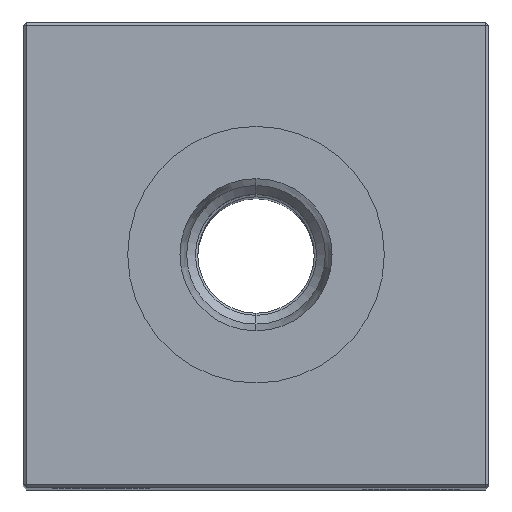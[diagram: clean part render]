
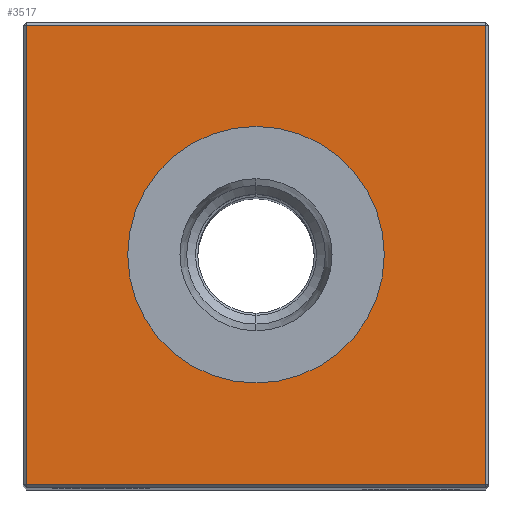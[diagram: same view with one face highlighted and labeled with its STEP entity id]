
A CAD part, top view. The second image highlights one B-rep face of the part: STEP entity #3517.
In plain terms, the highlighted planar face has unit normal (0, 0, 1).
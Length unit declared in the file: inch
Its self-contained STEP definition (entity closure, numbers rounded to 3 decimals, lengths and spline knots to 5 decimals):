
#240 = CARTESIAN_POINT ( 'NONE',  ( -0.74, 0.74, 4.75 ) ) ;
#389 = LINE ( 'NONE', #15413, #19470 ) ;
#543 = DIRECTION ( 'NONE',  ( 0., 1., 0. ) ) ;
#1147 = DIRECTION ( 'NONE',  ( -1., 0., 0. ) ) ;
#1305 = VERTEX_POINT ( 'NONE', #17514 ) ;
#1396 = EDGE_CURVE ( 'NONE', #5166, #12032, #389, .T. ) ;
#1978 = EDGE_CURVE ( 'NONE', #6826, #5166, #8558, .T. ) ;
#2831 = VERTEX_POINT ( 'NONE', #11229 ) ;
#2913 = FACE_BOUND ( 'NONE', #3144, .T. ) ;
#3144 = EDGE_LOOP ( 'NONE', ( #22460, #12757 ) ) ;
#3416 = CARTESIAN_POINT ( 'NONE',  ( 0., 0., 4.75 ) ) ;
#3517 = ADVANCED_FACE ( 'NONE', ( #5031, #2913 ), #5287, .F. ) ;
#3579 = ORIENTED_EDGE ( 'NONE', *, *, #1978, .T. ) ;
#3768 = EDGE_CURVE ( 'NONE', #2831, #6826, #4385, .T. ) ;
#3881 = CARTESIAN_POINT ( 'NONE',  ( 0., -0.41339, 4.75 ) ) ;
#4385 = LINE ( 'NONE', #15797, #16400 ) ;
#4956 = DIRECTION ( 'NONE',  ( -1., 0., 0. ) ) ;
#5031 = FACE_OUTER_BOUND ( 'NONE', #16271, .T. ) ;
#5166 = VERTEX_POINT ( 'NONE', #240 ) ;
#5287 = PLANE ( 'NONE',  #6079 ) ;
#6064 = ORIENTED_EDGE ( 'NONE', *, *, #8339, .T. ) ;
#6079 = AXIS2_PLACEMENT_3D ( 'NONE', #3416, #10615, #10736 ) ;
#6826 = VERTEX_POINT ( 'NONE', #17186 ) ;
#7093 = VERTEX_POINT ( 'NONE', #3881 ) ;
#7299 = VECTOR ( 'NONE', #10664, 39.37008 ) ;
#8339 = EDGE_CURVE ( 'NONE', #12032, #2831, #16004, .T. ) ;
#8558 = LINE ( 'NONE', #8937, #24268 ) ;
#8661 = AXIS2_PLACEMENT_3D ( 'NONE', #16653, #12940, #1147 ) ;
#8937 = CARTESIAN_POINT ( 'NONE',  ( 0., 0.74, 4.75 ) ) ;
#10615 = DIRECTION ( 'NONE',  ( 0., 0., -1. ) ) ;
#10664 = DIRECTION ( 'NONE',  ( 1., 0., 0. ) ) ;
#10736 = DIRECTION ( 'NONE',  ( -1., 0., 0. ) ) ;
#11229 = CARTESIAN_POINT ( 'NONE',  ( 0.74, -0.74, 4.75 ) ) ;
#11445 = AXIS2_PLACEMENT_3D ( 'NONE', #15258, #15374, #11893 ) ;
#11893 = DIRECTION ( 'NONE',  ( -1., 0., 0. ) ) ;
#12032 = VERTEX_POINT ( 'NONE', #18455 ) ;
#12757 = ORIENTED_EDGE ( 'NONE', *, *, #18406, .T. ) ;
#12940 = DIRECTION ( 'NONE',  ( 0., 0., -1. ) ) ;
#13422 = DIRECTION ( 'NONE',  ( 0., -1., 0. ) ) ;
#15258 = CARTESIAN_POINT ( 'NONE',  ( 0., 0., 4.75 ) ) ;
#15374 = DIRECTION ( 'NONE',  ( 0., 0., -1. ) ) ;
#15413 = CARTESIAN_POINT ( 'NONE',  ( -0.74, 0., 4.75 ) ) ;
#15797 = CARTESIAN_POINT ( 'NONE',  ( 0.74, 0., 4.75 ) ) ;
#16004 = LINE ( 'NONE', #23588, #7299 ) ;
#16185 = CIRCLE ( 'NONE', #8661, 0.41339 ) ;
#16271 = EDGE_LOOP ( 'NONE', ( #20116, #6064, #19568, #3579 ) ) ;
#16400 = VECTOR ( 'NONE', #543, 39.37008 ) ;
#16653 = CARTESIAN_POINT ( 'NONE',  ( 0., 0., 4.75 ) ) ;
#17186 = CARTESIAN_POINT ( 'NONE',  ( 0.74, 0.74, 4.75 ) ) ;
#17514 = CARTESIAN_POINT ( 'NONE',  ( 0., 0.41339, 4.75 ) ) ;
#17800 = EDGE_CURVE ( 'NONE', #1305, #7093, #22160, .T. ) ;
#18406 = EDGE_CURVE ( 'NONE', #7093, #1305, #16185, .T. ) ;
#18455 = CARTESIAN_POINT ( 'NONE',  ( -0.74, -0.74, 4.75 ) ) ;
#19470 = VECTOR ( 'NONE', #13422, 39.37008 ) ;
#19568 = ORIENTED_EDGE ( 'NONE', *, *, #3768, .T. ) ;
#20116 = ORIENTED_EDGE ( 'NONE', *, *, #1396, .T. ) ;
#22160 = CIRCLE ( 'NONE', #11445, 0.41339 ) ;
#22460 = ORIENTED_EDGE ( 'NONE', *, *, #17800, .T. ) ;
#23588 = CARTESIAN_POINT ( 'NONE',  ( 0., -0.74, 4.75 ) ) ;
#24268 = VECTOR ( 'NONE', #4956, 39.37008 ) ;
